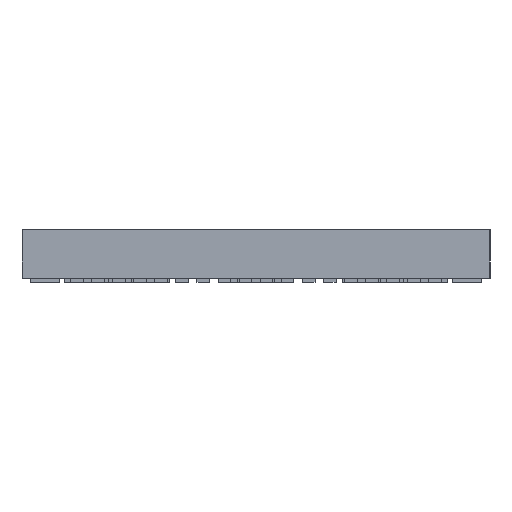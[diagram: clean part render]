
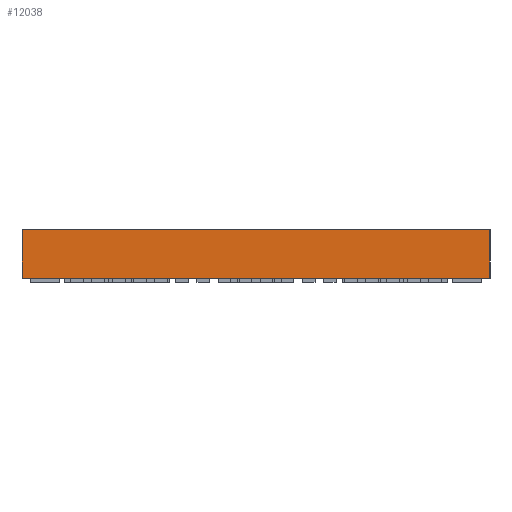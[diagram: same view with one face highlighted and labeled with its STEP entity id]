
A CAD part, left-side view. The second image highlights one B-rep face of the part: STEP entity #12038.
In plain terms, the highlighted planar face has unit normal (-1, 0, 0).
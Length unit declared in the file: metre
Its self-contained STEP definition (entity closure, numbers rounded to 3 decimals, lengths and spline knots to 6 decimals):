
#1551=ORIENTED_EDGE('',*,*,#4048,.T.);
#1552=ORIENTED_EDGE('',*,*,#4442,.F.);
#1553=ORIENTED_EDGE('',*,*,#3569,.F.);
#1554=ORIENTED_EDGE('',*,*,#4441,.T.);
#3569=EDGE_CURVE('',#5263,#5264,#6388,.T.);
#4048=EDGE_CURVE('',#5731,#5730,#6833,.T.);
#4441=EDGE_CURVE('',#5263,#5731,#7226,.T.);
#4442=EDGE_CURVE('',#5264,#5730,#7227,.T.);
#5263=VERTEX_POINT('',#16386);
#5264=VERTEX_POINT('',#16388);
#5730=VERTEX_POINT('',#17374);
#5731=VERTEX_POINT('',#17376);
#6388=LINE('',#16387,#7980);
#6833=LINE('',#17375,#8425);
#7226=LINE('',#18199,#8818);
#7227=LINE('',#18201,#8819);
#7980=VECTOR('',#13293,1.);
#8425=VECTOR('',#13812,1.);
#8818=VECTOR('',#14591,1.);
#8819=VECTOR('',#14594,1.);
#9892=EDGE_LOOP('',(#1551,#1552,#1553,#1554));
#10706=FACE_BOUND('',#9892,.T.);
#11399=PLANE('',#12765);
#12038=ADVANCED_FACE('',(#10706),#11399,.F.);
#12765=AXIS2_PLACEMENT_3D('',#18200,#14592,#14593);
#13293=DIRECTION('',(0.,-1.,0.));
#13812=DIRECTION('',(0.,-1.,0.));
#14591=DIRECTION('',(0.,0.,-1.));
#14592=DIRECTION('',(1.,0.,0.));
#14593=DIRECTION('',(0.,0.,-1.));
#14594=DIRECTION('',(0.,0.,-1.));
#16386=CARTESIAN_POINT('',(-0.00605,0.00555,0.001156));
#16387=CARTESIAN_POINT('',(-0.00605,0.,0.001156));
#16388=CARTESIAN_POINT('',(-0.00605,-0.00555,0.001156));
#17374=CARTESIAN_POINT('',(-0.00605,-0.00555,0.));
#17375=CARTESIAN_POINT('',(-0.00605,0.,0.));
#17376=CARTESIAN_POINT('',(-0.00605,0.00555,0.));
#18199=CARTESIAN_POINT('',(-0.00605,0.00555,0.001156));
#18200=CARTESIAN_POINT('',(-0.00605,0.,0.001156));
#18201=CARTESIAN_POINT('',(-0.00605,-0.00555,0.001156));
